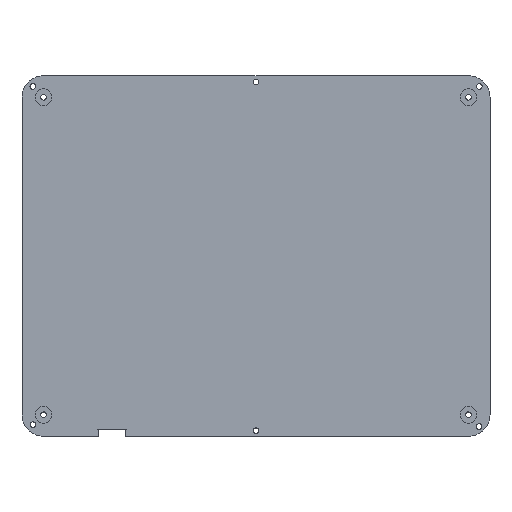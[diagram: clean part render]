
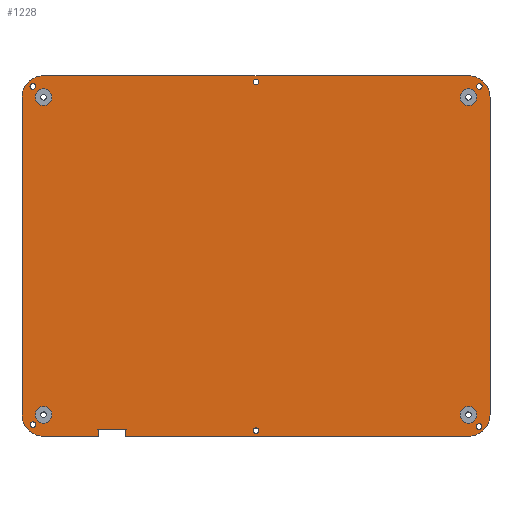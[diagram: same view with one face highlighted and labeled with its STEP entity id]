
A CAD part, top view. The second image highlights one B-rep face of the part: STEP entity #1228.
In plain terms, the highlighted planar face has unit normal (0, 0, 1).
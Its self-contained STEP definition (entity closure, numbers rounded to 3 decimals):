
#37=FACE_BOUND('',#239,.T.);
#38=FACE_BOUND('',#240,.T.);
#39=FACE_BOUND('',#241,.T.);
#40=FACE_BOUND('',#242,.T.);
#41=FACE_BOUND('',#243,.T.);
#42=FACE_BOUND('',#244,.T.);
#43=FACE_BOUND('',#245,.T.);
#44=FACE_BOUND('',#246,.T.);
#45=FACE_BOUND('',#247,.T.);
#46=FACE_BOUND('',#248,.T.);
#85=PLANE('',#1359);
#150=FACE_OUTER_BOUND('',#238,.T.);
#238=EDGE_LOOP('',(#1095,#1096,#1097,#1098,#1099,#1100,#1101,#1102,#1103,
#1104,#1105,#1106));
#239=EDGE_LOOP('',(#1107));
#240=EDGE_LOOP('',(#1108));
#241=EDGE_LOOP('',(#1109));
#242=EDGE_LOOP('',(#1110));
#243=EDGE_LOOP('',(#1111));
#244=EDGE_LOOP('',(#1112));
#245=EDGE_LOOP('',(#1113));
#246=EDGE_LOOP('',(#1114));
#247=EDGE_LOOP('',(#1115));
#248=EDGE_LOOP('',(#1116));
#348=LINE('',#2009,#462);
#352=LINE('',#2021,#466);
#355=LINE('',#2032,#469);
#357=LINE('',#2036,#471);
#359=LINE('',#2041,#473);
#361=LINE('',#2047,#475);
#363=LINE('',#2050,#477);
#364=LINE('',#2054,#478);
#462=VECTOR('',#1652,10.);
#466=VECTOR('',#1664,10.);
#469=VECTOR('',#1675,10.);
#471=VECTOR('',#1679,10.);
#473=VECTOR('',#1685,10.);
#475=VECTOR('',#1693,10.);
#477=VECTOR('',#1697,10.);
#478=VECTOR('',#1702,10.);
#483=CIRCLE('',#1250,3.25);
#486=CIRCLE('',#1255,3.25);
#489=CIRCLE('',#1260,3.25);
#492=CIRCLE('',#1265,3.25);
#507=CIRCLE('',#1316,1.1);
#509=CIRCLE('',#1319,1.1);
#511=CIRCLE('',#1322,1.1);
#513=CIRCLE('',#1325,1.1);
#515=CIRCLE('',#1328,1.1);
#517=CIRCLE('',#1331,1.1);
#523=CIRCLE('',#1340,8.369);
#528=CIRCLE('',#1348,8.369);
#531=CIRCLE('',#1355,8.369);
#532=CIRCLE('',#1360,8.369);
#533=VERTEX_POINT('',#1727);
#536=VERTEX_POINT('',#1736);
#539=VERTEX_POINT('',#1745);
#542=VERTEX_POINT('',#1754);
#595=VERTEX_POINT('',#1925);
#597=VERTEX_POINT('',#1931);
#599=VERTEX_POINT('',#1937);
#601=VERTEX_POINT('',#1943);
#603=VERTEX_POINT('',#1949);
#605=VERTEX_POINT('',#1955);
#625=VERTEX_POINT('',#2000);
#626=VERTEX_POINT('',#2002);
#627=VERTEX_POINT('',#2006);
#628=VERTEX_POINT('',#2008);
#632=VERTEX_POINT('',#2019);
#633=VERTEX_POINT('',#2023);
#635=VERTEX_POINT('',#2029);
#636=VERTEX_POINT('',#2031);
#637=VERTEX_POINT('',#2035);
#638=VERTEX_POINT('',#2039);
#639=VERTEX_POINT('',#2043);
#640=VERTEX_POINT('',#2053);
#643=EDGE_CURVE('',#533,#533,#483,.T.);
#647=EDGE_CURVE('',#536,#536,#486,.T.);
#651=EDGE_CURVE('',#539,#539,#489,.T.);
#655=EDGE_CURVE('',#542,#542,#492,.T.);
#737=EDGE_CURVE('',#595,#595,#507,.T.);
#740=EDGE_CURVE('',#597,#597,#509,.T.);
#743=EDGE_CURVE('',#599,#599,#511,.T.);
#746=EDGE_CURVE('',#601,#601,#513,.T.);
#749=EDGE_CURVE('',#603,#603,#515,.T.);
#752=EDGE_CURVE('',#605,#605,#517,.T.);
#775=EDGE_CURVE('',#626,#625,#523,.T.);
#778=EDGE_CURVE('',#628,#627,#348,.T.);
#785=EDGE_CURVE('',#625,#632,#352,.T.);
#787=EDGE_CURVE('',#632,#633,#528,.T.);
#790=EDGE_CURVE('',#636,#635,#355,.T.);
#792=EDGE_CURVE('',#637,#626,#357,.T.);
#795=EDGE_CURVE('',#633,#638,#359,.T.);
#797=EDGE_CURVE('',#638,#639,#531,.T.);
#798=EDGE_CURVE('',#637,#627,#361,.T.);
#800=EDGE_CURVE('',#635,#628,#363,.T.);
#801=EDGE_CURVE('',#639,#640,#364,.T.);
#802=EDGE_CURVE('',#640,#636,#532,.T.);
#1095=ORIENTED_EDGE('',*,*,#800,.T.);
#1096=ORIENTED_EDGE('',*,*,#778,.T.);
#1097=ORIENTED_EDGE('',*,*,#798,.F.);
#1098=ORIENTED_EDGE('',*,*,#792,.T.);
#1099=ORIENTED_EDGE('',*,*,#775,.T.);
#1100=ORIENTED_EDGE('',*,*,#785,.T.);
#1101=ORIENTED_EDGE('',*,*,#787,.T.);
#1102=ORIENTED_EDGE('',*,*,#795,.T.);
#1103=ORIENTED_EDGE('',*,*,#797,.T.);
#1104=ORIENTED_EDGE('',*,*,#801,.T.);
#1105=ORIENTED_EDGE('',*,*,#802,.T.);
#1106=ORIENTED_EDGE('',*,*,#790,.T.);
#1107=ORIENTED_EDGE('',*,*,#643,.T.);
#1108=ORIENTED_EDGE('',*,*,#647,.T.);
#1109=ORIENTED_EDGE('',*,*,#651,.T.);
#1110=ORIENTED_EDGE('',*,*,#655,.T.);
#1111=ORIENTED_EDGE('',*,*,#737,.T.);
#1112=ORIENTED_EDGE('',*,*,#740,.T.);
#1113=ORIENTED_EDGE('',*,*,#743,.T.);
#1114=ORIENTED_EDGE('',*,*,#746,.T.);
#1115=ORIENTED_EDGE('',*,*,#749,.T.);
#1116=ORIENTED_EDGE('',*,*,#752,.T.);
#1228=ADVANCED_FACE('',(#150,#37,#38,#39,#40,#41,#42,#43,#44,#45,#46),#85,
 .T.);
#1250=AXIS2_PLACEMENT_3D('',#1728,#1373,#1374);
#1255=AXIS2_PLACEMENT_3D('',#1737,#1384,#1385);
#1260=AXIS2_PLACEMENT_3D('',#1746,#1395,#1396);
#1265=AXIS2_PLACEMENT_3D('',#1755,#1406,#1407);
#1316=AXIS2_PLACEMENT_3D('',#1926,#1575,#1576);
#1319=AXIS2_PLACEMENT_3D('',#1932,#1582,#1583);
#1322=AXIS2_PLACEMENT_3D('',#1938,#1589,#1590);
#1325=AXIS2_PLACEMENT_3D('',#1944,#1596,#1597);
#1328=AXIS2_PLACEMENT_3D('',#1950,#1603,#1604);
#1331=AXIS2_PLACEMENT_3D('',#1956,#1610,#1611);
#1340=AXIS2_PLACEMENT_3D('',#2003,#1645,#1646);
#1348=AXIS2_PLACEMENT_3D('',#2025,#1668,#1669);
#1355=AXIS2_PLACEMENT_3D('',#2045,#1689,#1690);
#1359=AXIS2_PLACEMENT_3D('',#2052,#1700,#1701);
#1360=AXIS2_PLACEMENT_3D('',#2055,#1703,#1704);
#1373=DIRECTION('center_axis',(0.,0.,-1.));
#1374=DIRECTION('ref_axis',(-1.,0.,0.));
#1384=DIRECTION('center_axis',(0.,0.,-1.));
#1385=DIRECTION('ref_axis',(-1.,0.,0.));
#1395=DIRECTION('center_axis',(0.,0.,-1.));
#1396=DIRECTION('ref_axis',(-1.,0.,0.));
#1406=DIRECTION('center_axis',(0.,0.,-1.));
#1407=DIRECTION('ref_axis',(-1.,0.,0.));
#1575=DIRECTION('center_axis',(0.,0.,-1.));
#1576=DIRECTION('ref_axis',(1.,0.,0.));
#1582=DIRECTION('center_axis',(0.,0.,-1.));
#1583=DIRECTION('ref_axis',(1.,0.,0.));
#1589=DIRECTION('center_axis',(0.,0.,-1.));
#1590=DIRECTION('ref_axis',(1.,0.,0.));
#1596=DIRECTION('center_axis',(0.,0.,-1.));
#1597=DIRECTION('ref_axis',(1.,0.,0.));
#1603=DIRECTION('center_axis',(0.,0.,-1.));
#1604=DIRECTION('ref_axis',(1.,0.,0.));
#1610=DIRECTION('center_axis',(0.,0.,-1.));
#1611=DIRECTION('ref_axis',(1.,0.,0.));
#1645=DIRECTION('center_axis',(0.,0.,1.));
#1646=DIRECTION('ref_axis',(1.,0.,0.));
#1652=DIRECTION('',(1.,0.,0.));
#1664=DIRECTION('',(0.,1.,0.));
#1668=DIRECTION('center_axis',(0.,0.,1.));
#1669=DIRECTION('ref_axis',(0.,1.,0.));
#1675=DIRECTION('',(1.,0.,0.));
#1679=DIRECTION('',(1.,0.,0.));
#1685=DIRECTION('',(-1.,0.,0.));
#1689=DIRECTION('center_axis',(0.,0.,1.));
#1690=DIRECTION('ref_axis',(-1.,0.,0.));
#1693=DIRECTION('',(0.,1.,0.));
#1697=DIRECTION('',(0.,1.,0.));
#1700=DIRECTION('center_axis',(0.,0.,1.));
#1701=DIRECTION('ref_axis',(1.,0.,0.));
#1702=DIRECTION('',(0.,-1.,0.));
#1703=DIRECTION('center_axis',(0.,0.,1.));
#1704=DIRECTION('ref_axis',(0.,-1.,0.));
#1727=CARTESIAN_POINT('',(-117.996,139.181,12.));
#1728=CARTESIAN_POINT('Origin',(-121.246,139.181,12.));
#1736=CARTESIAN_POINT('',(47.266,139.181,12.));
#1737=CARTESIAN_POINT('Origin',(44.016,139.181,12.));
#1745=CARTESIAN_POINT('',(-117.996,15.681,12.));
#1746=CARTESIAN_POINT('Origin',(-121.246,15.681,12.));
#1754=CARTESIAN_POINT('',(47.266,15.681,12.));
#1755=CARTESIAN_POINT('Origin',(44.016,15.681,12.));
#1925=CARTESIAN_POINT('',(47.095,143.36,12.));
#1926=CARTESIAN_POINT('Origin',(48.195,143.36,12.));
#1931=CARTESIAN_POINT('',(47.049,11.102,12.));
#1932=CARTESIAN_POINT('Origin',(48.149,11.102,12.));
#1937=CARTESIAN_POINT('',(-39.715,145.15,12.));
#1938=CARTESIAN_POINT('Origin',(-38.615,145.15,12.));
#1943=CARTESIAN_POINT('',(-126.505,143.388,12.));
#1944=CARTESIAN_POINT('Origin',(-125.405,143.388,12.));
#1949=CARTESIAN_POINT('',(-126.464,11.804,12.));
#1950=CARTESIAN_POINT('Origin',(-125.364,11.804,12.));
#1955=CARTESIAN_POINT('',(-39.715,9.509,12.));
#1956=CARTESIAN_POINT('Origin',(-38.615,9.509,12.));
#2000=CARTESIAN_POINT('',(52.385,15.681,12.));
#2002=CARTESIAN_POINT('',(44.016,7.312,12.));
#2003=CARTESIAN_POINT('Origin',(44.016,15.681,12.));
#2006=CARTESIAN_POINT('',(-89.295,10.112,12.));
#2008=CARTESIAN_POINT('',(-99.935,10.112,12.));
#2009=CARTESIAN_POINT('',(-66.615,10.112,12.));
#2019=CARTESIAN_POINT('',(52.385,139.181,12.));
#2021=CARTESIAN_POINT('',(52.385,46.556,12.));
#2023=CARTESIAN_POINT('',(44.016,147.55,12.));
#2025=CARTESIAN_POINT('Origin',(44.016,139.181,12.));
#2029=CARTESIAN_POINT('',(-99.935,7.312,12.));
#2031=CARTESIAN_POINT('',(-121.246,7.312,12.));
#2032=CARTESIAN_POINT('',(-79.93,7.312,12.));
#2035=CARTESIAN_POINT('',(-89.295,7.312,12.));
#2036=CARTESIAN_POINT('',(-79.93,7.312,12.));
#2039=CARTESIAN_POINT('',(-121.246,147.55,12.));
#2041=CARTESIAN_POINT('',(2.7,147.55,12.));
#2043=CARTESIAN_POINT('',(-129.615,139.181,12.));
#2045=CARTESIAN_POINT('Origin',(-121.246,139.181,12.));
#2047=CARTESIAN_POINT('',(-89.295,7.312,12.));
#2050=CARTESIAN_POINT('',(-99.935,7.312,12.));
#2052=CARTESIAN_POINT('Origin',(-38.615,77.431,12.));
#2053=CARTESIAN_POINT('',(-129.615,15.681,12.));
#2054=CARTESIAN_POINT('',(-129.615,108.306,12.));
#2055=CARTESIAN_POINT('Origin',(-121.246,15.681,12.));
